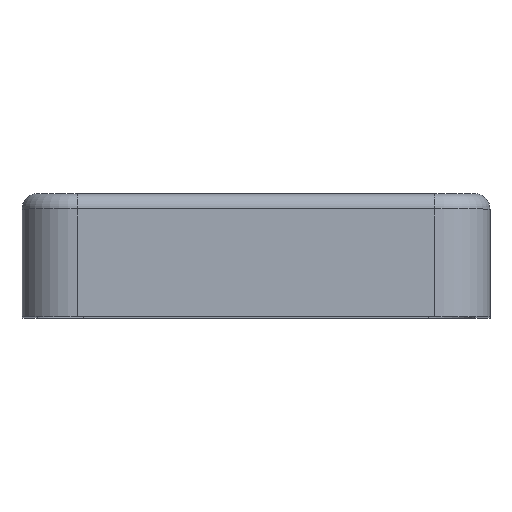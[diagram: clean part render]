
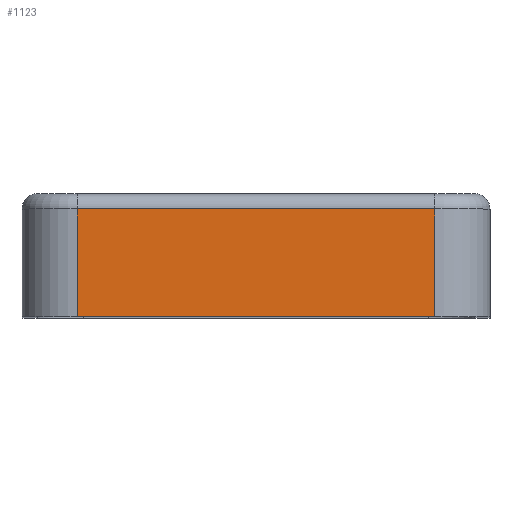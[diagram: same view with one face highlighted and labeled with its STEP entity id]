
A CAD part, top view. The second image highlights one B-rep face of the part: STEP entity #1123.
In plain terms, the highlighted planar face has unit normal (0, 0, 1).
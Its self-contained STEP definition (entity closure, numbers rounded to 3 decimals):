
#56=PLANE('',#1240);
#108=FACE_OUTER_BOUND('',#175,.T.);
#175=EDGE_LOOP('',(#990,#991,#992,#993));
#277=LINE('',#1846,#389);
#282=LINE('',#1866,#394);
#283=LINE('',#1870,#395);
#284=LINE('',#1871,#396);
#389=VECTOR('',#1511,10.);
#394=VECTOR('',#1528,10.);
#395=VECTOR('',#1533,10.);
#396=VECTOR('',#1534,10.);
#549=VERTEX_POINT('',#1843);
#550=VERTEX_POINT('',#1845);
#559=VERTEX_POINT('',#1865);
#560=VERTEX_POINT('',#1869);
#697=EDGE_CURVE('',#549,#550,#277,.T.);
#707=EDGE_CURVE('',#550,#559,#282,.T.);
#709=EDGE_CURVE('',#560,#549,#283,.T.);
#710=EDGE_CURVE('',#560,#559,#284,.T.);
#990=ORIENTED_EDGE('',*,*,#707,.F.);
#991=ORIENTED_EDGE('',*,*,#697,.F.);
#992=ORIENTED_EDGE('',*,*,#709,.F.);
#993=ORIENTED_EDGE('',*,*,#710,.T.);
#1123=ADVANCED_FACE('',(#108),#56,.T.);
#1240=AXIS2_PLACEMENT_3D('',#1868,#1531,#1532);
#1511=DIRECTION('',(-1.,0.,0.));
#1528=DIRECTION('',(0.,1.,0.));
#1531=DIRECTION('center_axis',(0.,0.,1.));
#1532=DIRECTION('ref_axis',(-1.,0.,0.));
#1533=DIRECTION('',(0.,-1.,0.));
#1534=DIRECTION('',(-1.,0.,0.));
#1843=CARTESIAN_POINT('',(5.8,-3.5,15.85));
#1845=CARTESIAN_POINT('',(-5.8,-3.5,15.85));
#1846=CARTESIAN_POINT('',(7.6,-3.5,15.85));
#1865=CARTESIAN_POINT('',(-5.8,0.,15.85));
#1866=CARTESIAN_POINT('',(-5.8,0.,15.85));
#1868=CARTESIAN_POINT('Origin',(7.6,0.,15.85));
#1869=CARTESIAN_POINT('',(5.8,0.,15.85));
#1870=CARTESIAN_POINT('',(5.8,0.,15.85));
#1871=CARTESIAN_POINT('',(7.6,0.,15.85));
